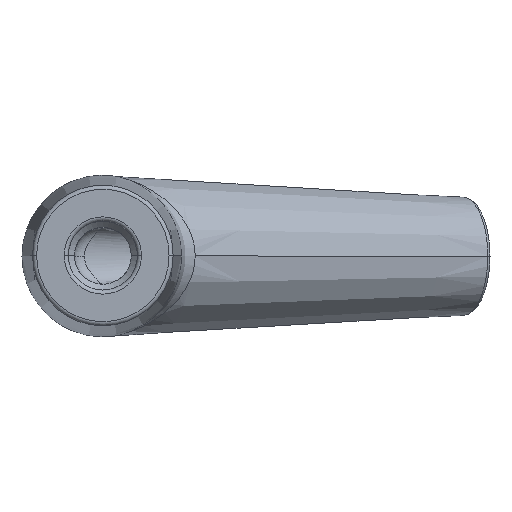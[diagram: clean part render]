
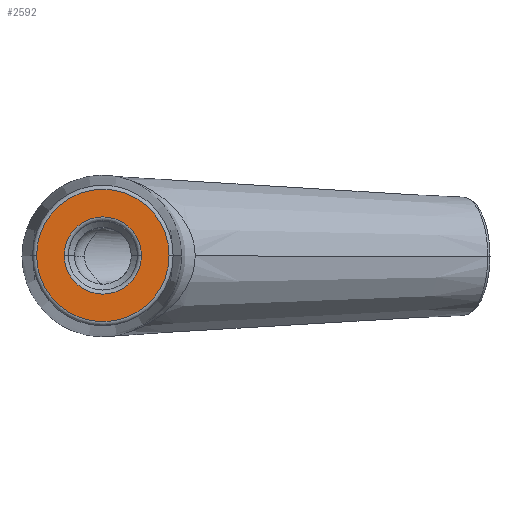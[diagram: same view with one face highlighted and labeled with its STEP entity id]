
A CAD part, top view. The second image highlights one B-rep face of the part: STEP entity #2592.
In plain terms, the highlighted planar face has unit normal (0, 0, 1).
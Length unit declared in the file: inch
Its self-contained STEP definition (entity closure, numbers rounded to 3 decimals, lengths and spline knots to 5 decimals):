
#3 = DIRECTION ( 'NONE',  ( 0., 0., -1. ) ) ;
#26 = CARTESIAN_POINT ( 'NONE',  ( 0., 0., 0. ) ) ;
#126 = DIRECTION ( 'NONE',  ( 0., 0., -1. ) ) ;
#128 = EDGE_CURVE ( 'NONE', #2541, #3279, #851, .T. ) ;
#303 = VERTEX_POINT ( 'NONE', #390 ) ;
#390 = CARTESIAN_POINT ( 'NONE',  ( 0.32569, 0., 0. ) ) ;
#395 = CARTESIAN_POINT ( 'NONE',  ( -0.32569, 0., 0. ) ) ;
#469 = EDGE_LOOP ( 'NONE', ( #2432, #2362 ) ) ;
#753 = AXIS2_PLACEMENT_3D ( 'NONE', #3252, #967, #1987 ) ;
#776 = DIRECTION ( 'NONE',  ( 1., 0., 0. ) ) ;
#851 = CIRCLE ( 'NONE', #1931, 0.19 ) ;
#964 = EDGE_CURVE ( 'NONE', #1887, #303, #1246, .T. ) ;
#967 = DIRECTION ( 'NONE',  ( 0., 0., 1. ) ) ;
#975 = DIRECTION ( 'NONE',  ( 0., 0., 1. ) ) ;
#1039 = PLANE ( 'NONE',  #3263 ) ;
#1201 = DIRECTION ( 'NONE',  ( 1., 0., 0. ) ) ;
#1246 = CIRCLE ( 'NONE', #1607, 0.32569 ) ;
#1270 = CARTESIAN_POINT ( 'NONE',  ( -0.19, 0., 0. ) ) ;
#1599 = AXIS2_PLACEMENT_3D ( 'NONE', #2453, #126, #1201 ) ;
#1607 = AXIS2_PLACEMENT_3D ( 'NONE', #3258, #975, #1994 ) ;
#1887 = VERTEX_POINT ( 'NONE', #395 ) ;
#1931 = AXIS2_PLACEMENT_3D ( 'NONE', #26, #3, #2898 ) ;
#1987 = DIRECTION ( 'NONE',  ( 1., 0., 0. ) ) ;
#1994 = DIRECTION ( 'NONE',  ( 1., 0., 0. ) ) ;
#2048 = CARTESIAN_POINT ( 'NONE',  ( 0., 0., 0. ) ) ;
#2168 = CIRCLE ( 'NONE', #1599, 0.19 ) ;
#2173 = CIRCLE ( 'NONE', #753, 0.32569 ) ;
#2221 = CARTESIAN_POINT ( 'NONE',  ( 0.19, 0., 0. ) ) ;
#2270 = EDGE_CURVE ( 'NONE', #3279, #2541, #2168, .T. ) ;
#2274 = FACE_BOUND ( 'NONE', #2609, .T. ) ;
#2362 = ORIENTED_EDGE ( 'NONE', *, *, #964, .T. ) ;
#2366 = EDGE_CURVE ( 'NONE', #303, #1887, #2173, .T. ) ;
#2432 = ORIENTED_EDGE ( 'NONE', *, *, #2366, .T. ) ;
#2448 = ORIENTED_EDGE ( 'NONE', *, *, #2270, .T. ) ;
#2453 = CARTESIAN_POINT ( 'NONE',  ( 0., 0., 0. ) ) ;
#2541 = VERTEX_POINT ( 'NONE', #1270 ) ;
#2592 = ADVANCED_FACE ( 'NONE', ( #2274, #3309 ), #1039, .T. ) ;
#2609 = EDGE_LOOP ( 'NONE', ( #2448, #2821 ) ) ;
#2821 = ORIENTED_EDGE ( 'NONE', *, *, #128, .T. ) ;
#2898 = DIRECTION ( 'NONE',  ( 1., 0., 0. ) ) ;
#3088 = DIRECTION ( 'NONE',  ( 0., 0., 1. ) ) ;
#3252 = CARTESIAN_POINT ( 'NONE',  ( 0., 0., 0. ) ) ;
#3258 = CARTESIAN_POINT ( 'NONE',  ( 0., 0., 0. ) ) ;
#3263 = AXIS2_PLACEMENT_3D ( 'NONE', #2048, #3088, #776 ) ;
#3279 = VERTEX_POINT ( 'NONE', #2221 ) ;
#3309 = FACE_OUTER_BOUND ( 'NONE', #469, .T. ) ;
